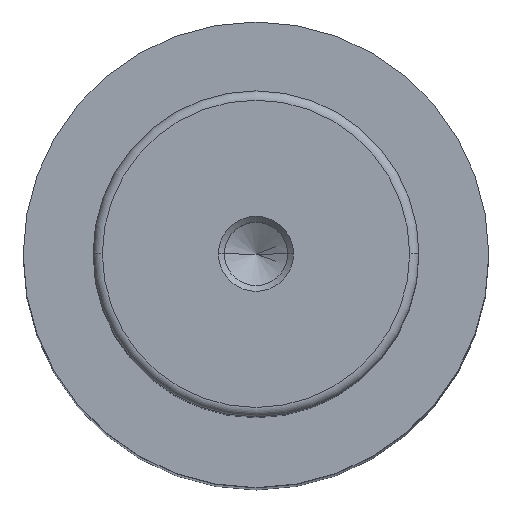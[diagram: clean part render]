
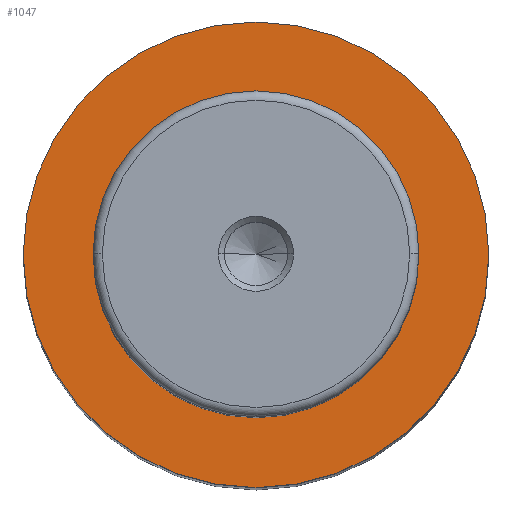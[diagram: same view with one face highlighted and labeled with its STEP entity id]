
A CAD part, top view. The second image highlights one B-rep face of the part: STEP entity #1047.
In plain terms, the highlighted planar face has unit normal (0, 0, 1).
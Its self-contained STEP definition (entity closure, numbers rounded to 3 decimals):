
#40 = DIRECTION ( 'NONE',  ( -1., 0., 0. ) ) ;
#41 = CARTESIAN_POINT ( 'NONE',  ( -17.5, 0., 146. ) ) ;
#45 = ORIENTED_EDGE ( 'NONE', *, *, #629, .F. ) ;
#143 = CARTESIAN_POINT ( 'NONE',  ( 0., 0., 146. ) ) ;
#148 = CIRCLE ( 'NONE', #1109, 17.5 ) ;
#150 = CIRCLE ( 'NONE', #1045, 17.5 ) ;
#169 = ORIENTED_EDGE ( 'NONE', *, *, #1041, .T. ) ;
#174 = FACE_BOUND ( 'NONE', #1028, .T. ) ;
#190 = CARTESIAN_POINT ( 'NONE',  ( -25., 0., 146. ) ) ;
#230 = CARTESIAN_POINT ( 'NONE',  ( -17.5, 0., 146. ) ) ;
#260 = DIRECTION ( 'NONE',  ( -1., 0., 0. ) ) ;
#272 = ORIENTED_EDGE ( 'NONE', *, *, #546, .F. ) ;
#356 = CIRCLE ( 'NONE', #448, 25. ) ;
#419 = VERTEX_POINT ( 'NONE', #585 ) ;
#422 = DIRECTION ( 'NONE',  ( -1., 0., 0. ) ) ;
#448 = AXIS2_PLACEMENT_3D ( 'NONE', #1178, #1104, #260 ) ;
#472 = DIRECTION ( 'NONE',  ( -1., 0., 0. ) ) ;
#508 = VERTEX_POINT ( 'NONE', #41 ) ;
#519 = DIRECTION ( 'NONE',  ( 1., 0., 0. ) ) ;
#544 = FACE_OUTER_BOUND ( 'NONE', #610, .T. ) ;
#546 = EDGE_CURVE ( 'NONE', #419, #835, #742, .T. ) ;
#585 = CARTESIAN_POINT ( 'NONE',  ( 25., 0., 146. ) ) ;
#604 = DIRECTION ( 'NONE',  ( 0., 0., -1. ) ) ;
#610 = EDGE_LOOP ( 'NONE', ( #45, #272 ) ) ;
#612 = DIRECTION ( 'NONE',  ( 0., 0., 1. ) ) ;
#629 = EDGE_CURVE ( 'NONE', #835, #419, #356, .T. ) ;
#704 = DIRECTION ( 'NONE',  ( 0., 0., -1. ) ) ;
#722 = VERTEX_POINT ( 'NONE', #1022 ) ;
#742 = CIRCLE ( 'NONE', #1144, 25. ) ;
#753 = CARTESIAN_POINT ( 'NONE',  ( 0., 0., 146. ) ) ;
#777 = EDGE_CURVE ( 'NONE', #508, #722, #150, .T. ) ;
#793 = PLANE ( 'NONE',  #923 ) ;
#835 = VERTEX_POINT ( 'NONE', #190 ) ;
#923 = AXIS2_PLACEMENT_3D ( 'NONE', #230, #612, #519 ) ;
#935 = DIRECTION ( 'NONE',  ( 0., 0., -1. ) ) ;
#936 = CARTESIAN_POINT ( 'NONE',  ( 0., 0., 146. ) ) ;
#1022 = CARTESIAN_POINT ( 'NONE',  ( 17.5, 0., 146. ) ) ;
#1028 = EDGE_LOOP ( 'NONE', ( #1103, #169 ) ) ;
#1041 = EDGE_CURVE ( 'NONE', #722, #508, #148, .T. ) ;
#1045 = AXIS2_PLACEMENT_3D ( 'NONE', #753, #935, #472 ) ;
#1047 = ADVANCED_FACE ( 'NONE', ( #174, #544 ), #793, .T. ) ;
#1103 = ORIENTED_EDGE ( 'NONE', *, *, #777, .T. ) ;
#1104 = DIRECTION ( 'NONE',  ( 0., 0., -1. ) ) ;
#1109 = AXIS2_PLACEMENT_3D ( 'NONE', #143, #604, #40 ) ;
#1144 = AXIS2_PLACEMENT_3D ( 'NONE', #936, #704, #422 ) ;
#1178 = CARTESIAN_POINT ( 'NONE',  ( 0., 0., 146. ) ) ;
